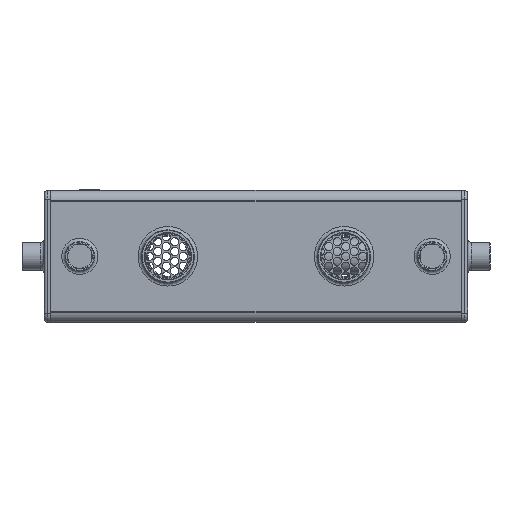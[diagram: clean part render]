
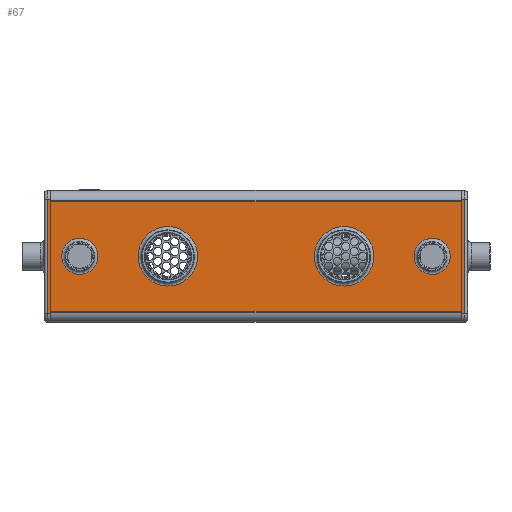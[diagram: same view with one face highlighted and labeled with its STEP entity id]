
A CAD part, left-side view. The second image highlights one B-rep face of the part: STEP entity #67.
In plain terms, the highlighted planar face has unit normal (-1, 0, 0).
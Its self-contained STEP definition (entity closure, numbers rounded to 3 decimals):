
#67=ADVANCED_FACE('',(#7726,#7728,#7730,#7732,#7734),#7736,.T.);
#7726=FACE_BOUND('',#7727,.T.);
#7727=EDGE_LOOP('',(#17339,#17340,#17341,#17342,#17343,#17344,#17345,#17346,#17347,
#17348,#17349,#17350,#17351,#17352,#17353,#17354));
#7728=FACE_BOUND('',#7729,.T.);
#7729=EDGE_LOOP('',(#17355));
#7730=FACE_BOUND('',#7731,.T.);
#7731=EDGE_LOOP('',(#17356));
#7732=FACE_BOUND('',#7733,.T.);
#7733=EDGE_LOOP('',(#17357));
#7734=FACE_BOUND('',#7735,.T.);
#7735=EDGE_LOOP('',(#17358));
#7736=PLANE('',#7737);
#7737=AXIS2_PLACEMENT_3D('',#7738,#7739,#7740);
#7738=CARTESIAN_POINT('',(-60.,0.,-69.967));
#7739=DIRECTION('',(-1.,0.,0.));
#7740=DIRECTION('',(0.,0.,1.));
#17339=ORIENTED_EDGE('',*,*,#21067,.T.);
#17340=ORIENTED_EDGE('',*,*,#21068,.F.);
#17341=ORIENTED_EDGE('',*,*,#21069,.T.);
#17342=ORIENTED_EDGE('',*,*,#21070,.T.);
#17343=ORIENTED_EDGE('',*,*,#21071,.F.);
#17344=ORIENTED_EDGE('',*,*,#21072,.F.);
#17345=ORIENTED_EDGE('',*,*,#21073,.F.);
#17346=ORIENTED_EDGE('',*,*,#21074,.F.);
#17347=ORIENTED_EDGE('',*,*,#21075,.F.);
#17348=ORIENTED_EDGE('',*,*,#21076,.T.);
#17349=ORIENTED_EDGE('',*,*,#21077,.T.);
#17350=ORIENTED_EDGE('',*,*,#21078,.T.);
#17351=ORIENTED_EDGE('',*,*,#21079,.F.);
#17352=ORIENTED_EDGE('',*,*,#21080,.F.);
#17353=ORIENTED_EDGE('',*,*,#21081,.F.);
#17354=ORIENTED_EDGE('',*,*,#21082,.T.);
#17355=ORIENTED_EDGE('',*,*,#21083,.F.);
#17356=ORIENTED_EDGE('',*,*,#21084,.F.);
#17357=ORIENTED_EDGE('',*,*,#21085,.F.);
#17358=ORIENTED_EDGE('',*,*,#21086,.F.);
#21067=EDGE_CURVE('',#22934,#22935,#22936,.T.);
#21068=EDGE_CURVE('',#22937,#22935,#22938,.T.);
#21069=EDGE_CURVE('',#22937,#22939,#22940,.T.);
#21070=EDGE_CURVE('',#22939,#22941,#22942,.F.);
#21071=EDGE_CURVE('',#22943,#22941,#22944,.T.);
#21072=EDGE_CURVE('',#22945,#22943,#22946,.F.);
#21073=EDGE_CURVE('',#22947,#22945,#22948,.T.);
#21074=EDGE_CURVE('',#22949,#22947,#22950,.T.);
#21075=EDGE_CURVE('',#22951,#22949,#22952,.T.);
#21076=EDGE_CURVE('',#22951,#22953,#22954,.T.);
#21077=EDGE_CURVE('',#22953,#22955,#22956,.T.);
#21078=EDGE_CURVE('',#22955,#22957,#22958,.F.);
#21079=EDGE_CURVE('',#22959,#22957,#22960,.T.);
#21080=EDGE_CURVE('',#22961,#22959,#22962,.F.);
#21081=EDGE_CURVE('',#22963,#22961,#22964,.T.);
#21082=EDGE_CURVE('',#22963,#22934,#22965,.T.);
#21083=EDGE_CURVE('',#22966,#22966,#22967,.T.);
#21084=EDGE_CURVE('',#22968,#22968,#22969,.T.);
#21085=EDGE_CURVE('',#22970,#22970,#22971,.T.);
#21086=EDGE_CURVE('',#22972,#22972,#22973,.T.);
#22934=VERTEX_POINT('',#26283);
#22935=VERTEX_POINT('',#26284);
#22936=LINE('',#26285,#26286);
#22937=VERTEX_POINT('',#26288);
#22938=LINE('',#26289,#26290);
#22939=VERTEX_POINT('',#26292);
#22940=LINE('',#26293,#26294);
#22941=VERTEX_POINT('',#26296);
#22942=LINE('',#26297,#26298);
#22943=VERTEX_POINT('',#26300);
#22944=LINE('',#26301,#26302);
#22945=VERTEX_POINT('',#26304);
#22946=LINE('',#26305,#26306);
#22947=VERTEX_POINT('',#26308);
#22948=LINE('',#26309,#26310);
#22949=VERTEX_POINT('',#26312);
#22950=LINE('',#26313,#26314);
#22951=VERTEX_POINT('',#26316);
#22952=LINE('',#26317,#26318);
#22953=VERTEX_POINT('',#26320);
#22954=LINE('',#26321,#26322);
#22955=VERTEX_POINT('',#26324);
#22956=LINE('',#26325,#26326);
#22957=VERTEX_POINT('',#26328);
#22958=LINE('',#26329,#26330);
#22959=VERTEX_POINT('',#26332);
#22960=LINE('',#26333,#26334);
#22961=VERTEX_POINT('',#26336);
#22962=LINE('',#26337,#26338);
#22963=VERTEX_POINT('',#26340);
#22964=LINE('',#26341,#26342);
#22965=LINE('',#26344,#26345);
#22966=VERTEX_POINT('',#26347);
#22967=CIRCLE('',#26348,16.4);
#22968=VERTEX_POINT('',#26352);
#22969=CIRCLE('',#26353,27.);
#22970=VERTEX_POINT('',#26357);
#22971=CIRCLE('',#26358,27.);
#22972=VERTEX_POINT('',#26362);
#22973=CIRCLE('',#26363,16.4);
#26283=CARTESIAN_POINT('',(-60.,0.,30.033));
#26284=CARTESIAN_POINT('',(-60.,373.,30.033));
#26285=CARTESIAN_POINT('',(-60.,0.,30.033));
#26286=VECTOR('',#26287,1.);
#26287=DIRECTION('',(0.,1.,0.));
#26288=CARTESIAN_POINT('',(-60.,373.,32.033));
#26289=CARTESIAN_POINT('',(-60.,373.,32.033));
#26290=VECTOR('',#26291,1.);
#26291=DIRECTION('',(0.,0.,-1.));
#26292=CARTESIAN_POINT('',(-60.,376.04,32.033));
#26293=CARTESIAN_POINT('',(-60.,373.,32.033));
#26294=VECTOR('',#26295,1.);
#26295=DIRECTION('',(0.,1.,0.));
#26296=CARTESIAN_POINT('',(-60.,376.042,32.033));
#26297=CARTESIAN_POINT('',(-60.,376.042,32.033));
#26298=VECTOR('',#26299,1.);
#26299=DIRECTION('',(0.,-1.,0.));
#26300=CARTESIAN_POINT('',(-60.,376.042,-71.967));
#26301=CARTESIAN_POINT('',(-60.,376.042,-71.967));
#26302=VECTOR('',#26303,1.);
#26303=DIRECTION('',(0.,0.,1.));
#26304=CARTESIAN_POINT('',(-60.,376.04,-71.967));
#26305=CARTESIAN_POINT('',(-60.,376.042,-71.967));
#26306=VECTOR('',#26307,1.);
#26307=DIRECTION('',(0.,-1.,0.));
#26308=CARTESIAN_POINT('',(-60.,373.,-71.967));
#26309=CARTESIAN_POINT('',(-60.,373.,-71.967));
#26310=VECTOR('',#26311,1.);
#26311=DIRECTION('',(0.,1.,0.));
#26312=CARTESIAN_POINT('',(-60.,373.,-69.967));
#26313=CARTESIAN_POINT('',(-60.,373.,-69.967));
#26314=VECTOR('',#26315,1.);
#26315=DIRECTION('',(0.,0.,-1.));
#26316=CARTESIAN_POINT('',(-60.,0.,-69.967));
#26317=CARTESIAN_POINT('',(-60.,0.,-69.967));
#26318=VECTOR('',#26319,1.);
#26319=DIRECTION('',(0.,1.,0.));
#26320=CARTESIAN_POINT('',(-60.,0.,-71.967));
#26321=CARTESIAN_POINT('',(-60.,0.,-69.967));
#26322=VECTOR('',#26323,1.);
#26323=DIRECTION('',(0.,0.,-1.));
#26324=CARTESIAN_POINT('',(-60.,-3.04,-71.967));
#26325=CARTESIAN_POINT('',(-60.,0.,-71.967));
#26326=VECTOR('',#26327,1.);
#26327=DIRECTION('',(0.,-1.,0.));
#26328=CARTESIAN_POINT('',(-60.,-3.042,-71.967));
#26329=CARTESIAN_POINT('',(-60.,-3.042,-71.967));
#26330=VECTOR('',#26331,1.);
#26331=DIRECTION('',(0.,1.,0.));
#26332=CARTESIAN_POINT('',(-60.,-3.042,32.033));
#26333=CARTESIAN_POINT('',(-60.,-3.042,32.033));
#26334=VECTOR('',#26335,1.);
#26335=DIRECTION('',(0.,0.,-1.));
#26336=CARTESIAN_POINT('',(-60.,-3.04,32.033));
#26337=CARTESIAN_POINT('',(-60.,-3.042,32.033));
#26338=VECTOR('',#26339,1.);
#26339=DIRECTION('',(0.,1.,0.));
#26340=CARTESIAN_POINT('',(-60.,0.,32.033));
#26341=CARTESIAN_POINT('',(-60.,0.,32.033));
#26342=VECTOR('',#26343,1.);
#26343=DIRECTION('',(0.,-1.,0.));
#26344=CARTESIAN_POINT('',(-60.,0.,32.033));
#26345=VECTOR('',#26346,1.);
#26346=DIRECTION('',(0.,0.,-1.));
#26347=CARTESIAN_POINT('',(-60.,362.9,-19.967));
#26348=AXIS2_PLACEMENT_3D('',#26349,#26350,#26351);
#26349=CARTESIAN_POINT('',(-60.,346.5,-19.967));
#26350=DIRECTION('',(-1.,0.,0.));
#26351=DIRECTION('',(0.,1.,0.));
#26352=CARTESIAN_POINT('',(-60.,79.5,-19.967));
#26353=AXIS2_PLACEMENT_3D('',#26354,#26355,#26356);
#26354=CARTESIAN_POINT('',(-60.,106.5,-19.967));
#26355=DIRECTION('',(-1.,0.,0.));
#26356=DIRECTION('',(0.,-1.,0.));
#26357=CARTESIAN_POINT('',(-60.,239.5,-19.967));
#26358=AXIS2_PLACEMENT_3D('',#26359,#26360,#26361);
#26359=CARTESIAN_POINT('',(-60.,266.5,-19.967));
#26360=DIRECTION('',(-1.,0.,0.));
#26361=DIRECTION('',(0.,-1.,0.));
#26362=CARTESIAN_POINT('',(-60.,42.9,-19.967));
#26363=AXIS2_PLACEMENT_3D('',#26364,#26365,#26366);
#26364=CARTESIAN_POINT('',(-60.,26.5,-19.967));
#26365=DIRECTION('',(-1.,0.,0.));
#26366=DIRECTION('',(0.,1.,0.));
